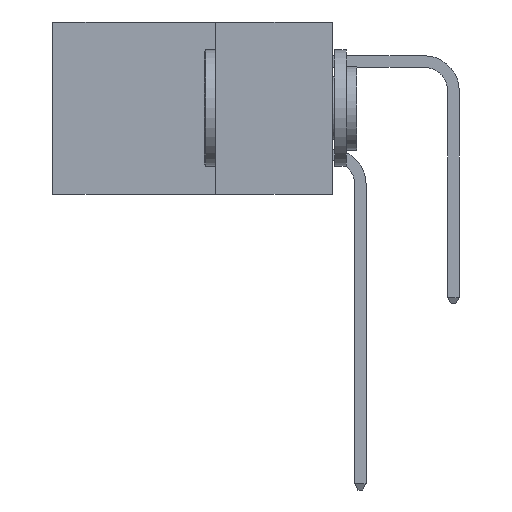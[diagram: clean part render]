
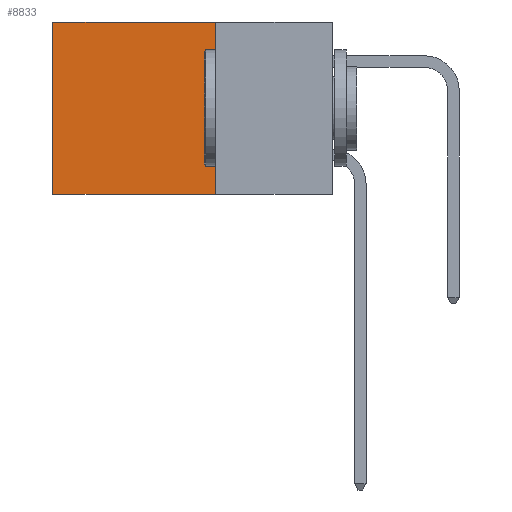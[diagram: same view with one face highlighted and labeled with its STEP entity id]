
A CAD part, left-side view. The second image highlights one B-rep face of the part: STEP entity #8833.
In plain terms, the highlighted planar face has unit normal (-1, 0, 0).
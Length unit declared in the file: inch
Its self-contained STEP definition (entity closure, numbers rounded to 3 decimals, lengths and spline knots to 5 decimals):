
#26 = CARTESIAN_POINT ( 'NONE',  ( 0.2615, 0.25, -0.37 ) ) ;
#309 = CARTESIAN_POINT ( 'NONE',  ( 0.2615, 0.6, 0. ) ) ;
#2969 = CARTESIAN_POINT ( 'NONE',  ( 0.2615, 0.6, -0.37 ) ) ;
#3156 = LINE ( 'NONE', #5191, #8001 ) ;
#3504 = EDGE_LOOP ( 'NONE', ( #13692, #21899, #8576, #5820 ) ) ;
#4381 = LINE ( 'NONE', #12415, #14716 ) ;
#5191 = CARTESIAN_POINT ( 'NONE',  ( 0.2615, 0.25, -0.37 ) ) ;
#5820 = ORIENTED_EDGE ( 'NONE', *, *, #21305, .T. ) ;
#6048 = VERTEX_POINT ( 'NONE', #7432 ) ;
#6130 = CARTESIAN_POINT ( 'NONE',  ( 0.2615, 0.6, -0.37 ) ) ;
#7432 = CARTESIAN_POINT ( 'NONE',  ( 0.2615, 0.25, 0. ) ) ;
#8001 = VECTOR ( 'NONE', #23524, 39.37008 ) ;
#8371 = DIRECTION ( 'NONE',  ( 0., 1., 0. ) ) ;
#8576 = ORIENTED_EDGE ( 'NONE', *, *, #15658, .F. ) ;
#8833 = ADVANCED_FACE ( 'NONE', ( #12189 ), #22079, .F. ) ;
#9880 = CARTESIAN_POINT ( 'NONE',  ( 0.2615, 0.25, -0.37 ) ) ;
#10030 = LINE ( 'NONE', #2969, #14874 ) ;
#11996 = DIRECTION ( 'NONE',  ( 1., 0., 0. ) ) ;
#12189 = FACE_OUTER_BOUND ( 'NONE', #3504, .T. ) ;
#12415 = CARTESIAN_POINT ( 'NONE',  ( 0.2615, 0.25, 0. ) ) ;
#13565 = EDGE_CURVE ( 'NONE', #25956, #13921, #10030, .T. ) ;
#13692 = ORIENTED_EDGE ( 'NONE', *, *, #13565, .T. ) ;
#13921 = VERTEX_POINT ( 'NONE', #6130 ) ;
#14053 = CARTESIAN_POINT ( 'NONE',  ( 0.2615, 0.25, -0.37 ) ) ;
#14474 = DIRECTION ( 'NONE',  ( 0., 1., 0. ) ) ;
#14716 = VECTOR ( 'NONE', #14474, 39.37008 ) ;
#14843 = AXIS2_PLACEMENT_3D ( 'NONE', #9880, #11996, #26053 ) ;
#14874 = VECTOR ( 'NONE', #19392, 39.37008 ) ;
#15658 = EDGE_CURVE ( 'NONE', #6048, #17649, #3156, .T. ) ;
#17649 = VERTEX_POINT ( 'NONE', #14053 ) ;
#19392 = DIRECTION ( 'NONE',  ( 0., 0., -1. ) ) ;
#21305 = EDGE_CURVE ( 'NONE', #6048, #25956, #4381, .T. ) ;
#21899 = ORIENTED_EDGE ( 'NONE', *, *, #22031, .F. ) ;
#22031 = EDGE_CURVE ( 'NONE', #17649, #13921, #25632, .T. ) ;
#22079 = PLANE ( 'NONE',  #14843 ) ;
#23524 = DIRECTION ( 'NONE',  ( 0., 0., -1. ) ) ;
#23763 = VECTOR ( 'NONE', #8371, 39.37008 ) ;
#25632 = LINE ( 'NONE', #26, #23763 ) ;
#25956 = VERTEX_POINT ( 'NONE', #309 ) ;
#26053 = DIRECTION ( 'NONE',  ( 0., 0., -1. ) ) ;
